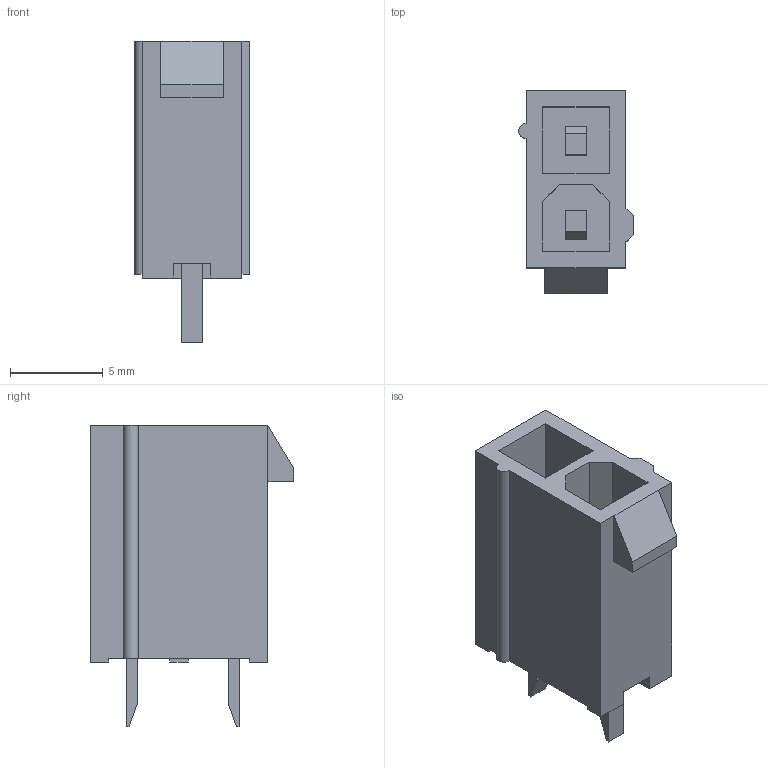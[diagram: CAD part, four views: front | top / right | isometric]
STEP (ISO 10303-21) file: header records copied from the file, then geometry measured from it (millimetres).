
FILE_DESCRIPTION(('FreeCAD Model'),'2;1');
FILE_NAME( 'Molex_Mini-Fit_Jr_5566-02A_2x01_P4.20mm_Vertical.step', '2019-12-09T19:08:42',('kicad StepUp'),('ksu MCAD'), 'Open CASCADE STEP processor 7.3','FreeCAD','Unknown');
FILE_SCHEMA(('AUTOMOTIVE_DESIGN { 1 0 10303 214 1 1 1 1 }'));
Length unit declared in the file: millimetre
Products named in the file (1): Molex_Mini-Fit_Jr_5566-02A_2x01_P4.20mm_Vertical
Bounding box: 6.2 x 11 x 16.3 mm (x, y, z)
Volume: 453 mm3; surface area: 852.8 mm2
Topology: 1 solids, 1 shells, 77 faces, 205 edges, 136 vertices
Faces by surface type: plane 76, cylinder 1
Entity records: 5034 total; most frequent: CARTESIAN_POINT 835, DIRECTION 772, LINE 611, VECTOR 611, ORIENTED_EDGE 410, PCURVE 410, DEFINITIONAL_REPRESENTATION 410, EDGE_CURVE 205
